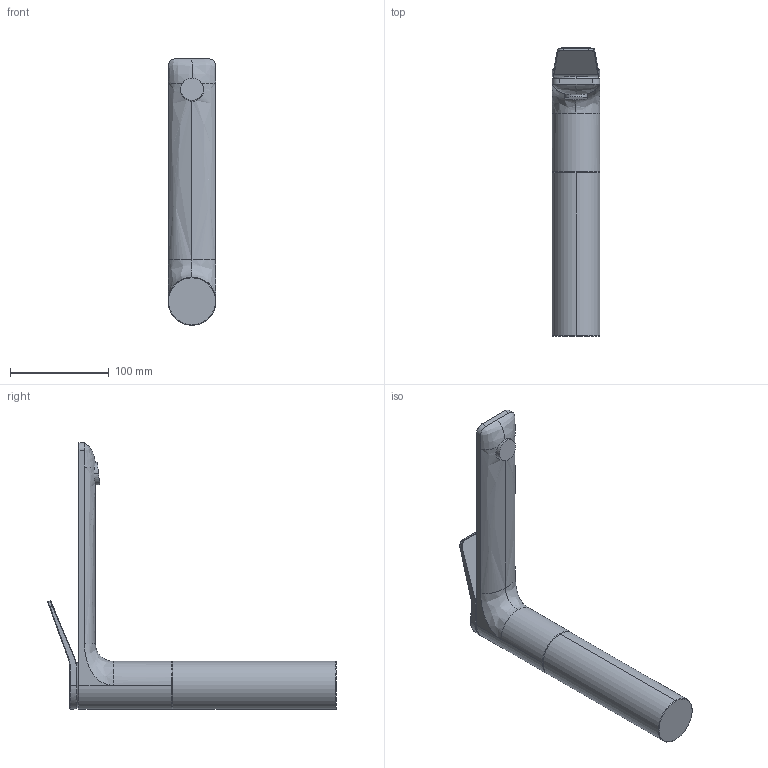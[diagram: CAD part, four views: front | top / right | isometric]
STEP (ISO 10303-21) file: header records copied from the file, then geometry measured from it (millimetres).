
FILE_DESCRIPTION (( 'STEP AP203' ), '1' );
FILE_NAME ('33537845-00.STEP', '2018-07-03T15:02:26', ( '' ), ( '' ), 'SwSTEP 2.0', 'SolidWorks 2017', '' );
FILE_SCHEMA (( 'CONFIG_CONTROL_DESIGN' ));
Length unit declared in the file: millimetre
Products named in the file (6): Planungsmodell_Haube-+-09.28.30.034.90-01_K1; Planungsmodell_Huelse-+-08.17.20.644.90-01_K2_22,9x13,5; Planungsmodell_Koerper-+-33.526.670-02_K5_D48,5x166; 33537845-00; Planungsmodell_Koerper-+-09.19.84.013.90-01_K1; Planungsmodell_Hebel-+-09.20.84.020-00-01_K1
Assembly tree (5 placements, depth 2):
  33537845-00
    Planungsmodell_Koerper-+-33.526.670-02_K5_D48,5x166
    Planungsmodell_Koerper-+-09.19.84.013.90-01_K1
    Planungsmodell_Hebel-+-09.20.84.020-00-01_K1
    Planungsmodell_Haube-+-09.28.30.034.90-01_K1
    Planungsmodell_Huelse-+-08.17.20.644.90-01_K2_22,9x13,5
Bounding box: 48.5 x 292.05 x 270 mm (x, y, z)
Volume: 671601.7 mm3; surface area: 89174.9 mm2
Topology: 5 solids, 5 shells, 94 faces, 211 edges, 125 vertices
Faces by surface type: bspline 33, cylinder 20, plane 19, torus 15, sphere 6, cone 1
Entity records: 8815 total; most frequent: CARTESIAN_POINT 6334, ORIENTED_EDGE 418, DIRECTION 351, EDGE_CURVE 209, AXIS2_PLACEMENT_3D 157, VERTEX_POINT 125, EDGE_LOOP 94, FACE_OUTER_BOUND 94
